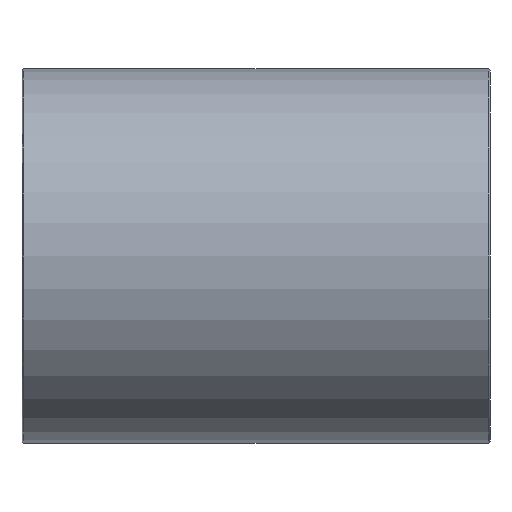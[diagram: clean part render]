
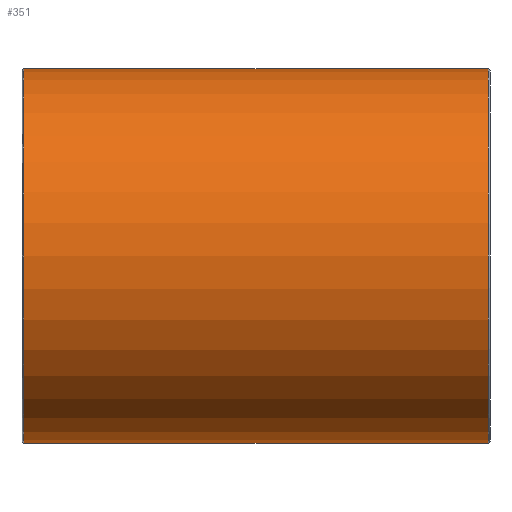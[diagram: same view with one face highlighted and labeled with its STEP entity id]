
A CAD part, front view. The second image highlights one B-rep face of the part: STEP entity #351.
In plain terms, the highlighted cylindrical face has radius 20 mm (diameter 40 mm), a partial arc.
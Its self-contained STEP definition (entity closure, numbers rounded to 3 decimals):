
#6 = AXIS2_PLACEMENT_3D ( 'NONE', #192, #190, #189 ) ;
#15 = EDGE_CURVE ( 'NONE', #193, #108, #249, .T. ) ;
#19 = EDGE_CURVE ( 'NONE', #81, #129, #287, .T. ) ;
#21 = EDGE_CURVE ( 'NONE', #193, #129, #286, .T. ) ;
#23 = EDGE_CURVE ( 'NONE', #108, #81, #285, .T. ) ;
#27 = AXIS2_PLACEMENT_3D ( 'NONE', #174, #180, #127 ) ;
#56 = AXIS2_PLACEMENT_3D ( 'NONE', #106, #114, #109 ) ;
#81 = VERTEX_POINT ( 'NONE', #165 ) ;
#106 = CARTESIAN_POINT ( 'NONE',  ( -68.332, 0., 0. ) ) ;
#108 = VERTEX_POINT ( 'NONE', #159 ) ;
#109 = DIRECTION ( 'NONE',  ( 0., 0., 1. ) ) ;
#114 = DIRECTION ( 'NONE',  ( -1., 0., 0. ) ) ;
#127 = DIRECTION ( 'NONE',  ( 0., 0., 1. ) ) ;
#129 = VERTEX_POINT ( 'NONE', #158 ) ;
#152 = CARTESIAN_POINT ( 'NONE',  ( 24.8, 0., -20. ) ) ;
#158 = CARTESIAN_POINT ( 'NONE',  ( -24.8, 0., -20. ) ) ;
#159 = CARTESIAN_POINT ( 'NONE',  ( 24.8, 0., 20. ) ) ;
#165 = CARTESIAN_POINT ( 'NONE',  ( -24.8, 0., 20. ) ) ;
#174 = CARTESIAN_POINT ( 'NONE',  ( 24.8, 0., 0. ) ) ;
#178 = DIRECTION ( 'NONE',  ( -1., 0., 0. ) ) ;
#179 = CARTESIAN_POINT ( 'NONE',  ( -68.332, 0., 20. ) ) ;
#180 = DIRECTION ( 'NONE',  ( -1., 0., 0. ) ) ;
#184 = DIRECTION ( 'NONE',  ( -1., 0., 0. ) ) ;
#189 = DIRECTION ( 'NONE',  ( 0., 0., -1. ) ) ;
#190 = DIRECTION ( 'NONE',  ( 1., 0., 0. ) ) ;
#191 = CARTESIAN_POINT ( 'NONE',  ( -68.332, 0., -20. ) ) ;
#192 = CARTESIAN_POINT ( 'NONE',  ( -24.8, 0., 0. ) ) ;
#193 = VERTEX_POINT ( 'NONE', #152 ) ;
#207 = ORIENTED_EDGE ( 'NONE', *, *, #19, .T. ) ;
#232 = FACE_OUTER_BOUND ( 'NONE', #325, .T. ) ;
#233 = ORIENTED_EDGE ( 'NONE', *, *, #15, .T. ) ;
#249 = CIRCLE ( 'NONE', #27, 20. ) ;
#251 = ORIENTED_EDGE ( 'NONE', *, *, #23, .T. ) ;
#260 = CYLINDRICAL_SURFACE ( 'NONE', #56, 20. ) ;
#267 = VECTOR ( 'NONE', #178, 1000. ) ;
#273 = ORIENTED_EDGE ( 'NONE', *, *, #21, .F. ) ;
#285 = LINE ( 'NONE', #179, #267 ) ;
#286 = LINE ( 'NONE', #191, #317 ) ;
#287 = CIRCLE ( 'NONE', #6, 20. ) ;
#317 = VECTOR ( 'NONE', #184, 1000. ) ;
#325 = EDGE_LOOP ( 'NONE', ( #273, #233, #251, #207 ) ) ;
#351 = ADVANCED_FACE ( 'NONE', ( #232 ), #260, .T. ) ;
